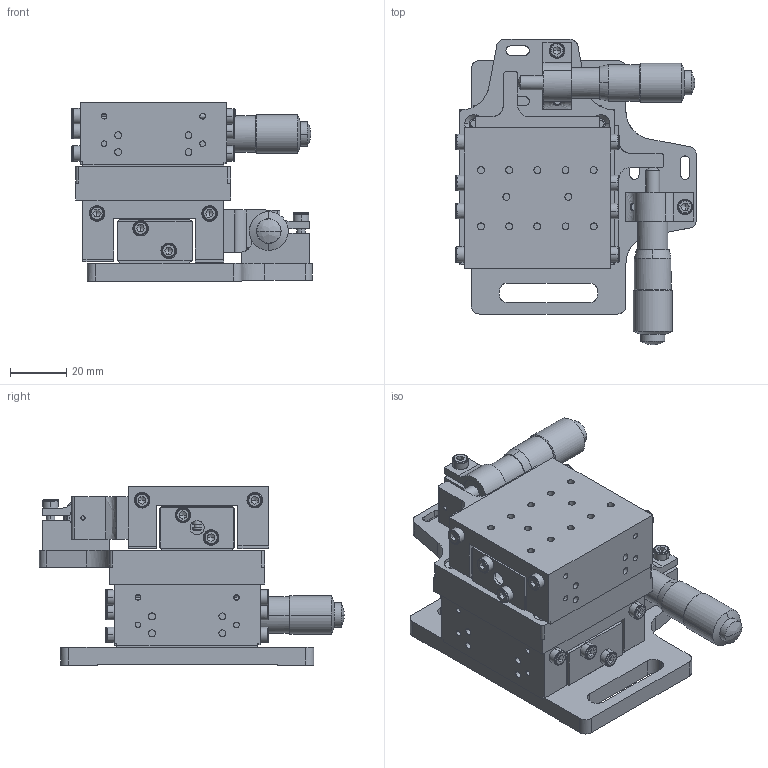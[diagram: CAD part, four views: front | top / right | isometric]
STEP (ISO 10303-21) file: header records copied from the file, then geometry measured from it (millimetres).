
FILE_DESCRIPTION(/* description */ (''),/* implementation_level */ '2;1');
FILE_NAME(/* name */ '02-2TS~1',/* time_stamp */ '2021-12-16T16:56:10+03:00',/* author */ (''),/* organization */ (''),/* preprocessor_version */ 'ST-DEVELOPER v15',/* originating_system */ '',/* authorisation */ '');
FILE_SCHEMA (('AUTOMOTIVE_DESIGN'));
Products named in the file (4): Document; Block 03; Block 02; Block 01
Assembly tree (3 placements, depth 2):
  Document
    Block 03
    Block 02
    Block 01
Bounding box: 85.47 x 108.41 x 63.35 mm (x, y, z)
Volume: 107.7 mm3; surface area: 69314.4 mm2
Topology: 31 solids, 59 shells, 1387 faces, 3856 edges, 2544 vertices
Faces by surface type: bspline 1387
Entity records: 102848 total; most frequent: CARTESIAN_POINT 56661, B_SPLINE_CURVE_WITH_KNOTS 8145, ORIENTED_EDGE 7324, PCURVE 7324, DEFINITIONAL_REPRESENTATION 7324, SURFACE_CURVE 3770, EDGE_CURVE 3770, VERTEX_POINT 2543
